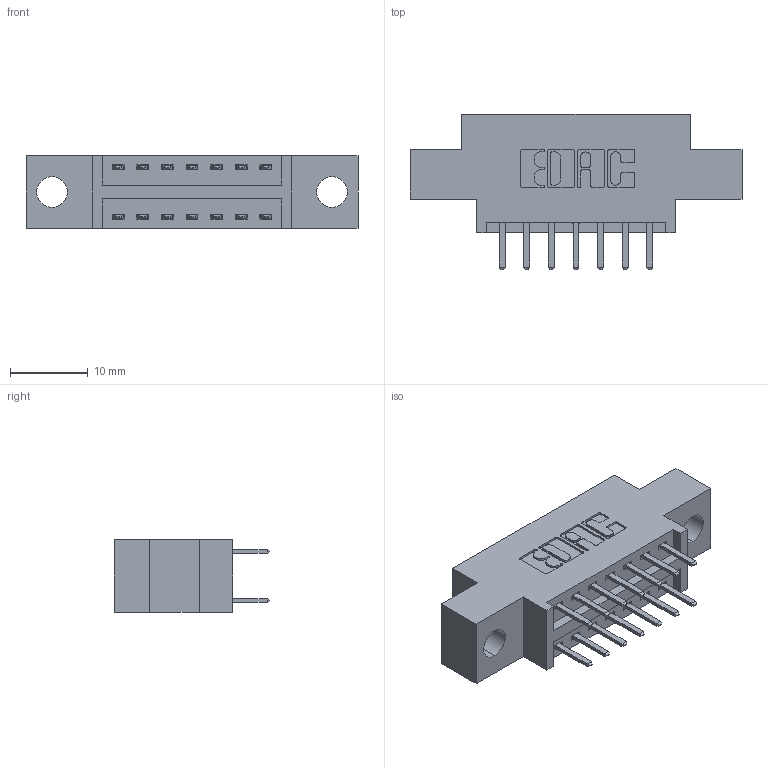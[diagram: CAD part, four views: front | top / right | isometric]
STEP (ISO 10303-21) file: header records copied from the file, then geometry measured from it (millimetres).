
FILE_DESCRIPTION (( 'STEP AP203' ), '1' );
FILE_NAME ('346-014-520-804.STEP', '2022-05-18T13:58:47', ( '' ), ( '' ), 'SwSTEP 2.0', 'SolidWorks 2020', '' );
FILE_SCHEMA (( 'CONFIG_CONTROL_DESIGN' ));
Length unit declared in the file: inch
Products named in the file (3): 345-292-001_345-293-120; 346-014-520-804; 346 Part_0.170 Offset - 0.156 Dia-TH
Assembly tree (15 placements, depth 2):
  346-014-520-804
    346 Part_0.170 Offset - 0.156 Dia-TH
    345-292-001_345-293-120  x14
Bounding box: 42.8 x 20.02 x 9.4 mm (x, y, z)
Volume: 3634.9 mm3; surface area: 4459.4 mm2
Topology: 15 solids, 15 shells, 924 faces, 2659 edges, 1734 vertices
Faces by surface type: plane 612, cylinder 312
Entity records: 9945 total; most frequent: CARTESIAN_POINT 1706, ORIENTED_EDGE 1626, DIRECTION 1541, EDGE_CURVE 813, VECTOR 649, LINE 649, VERTEX_POINT 538, AXIS2_PLACEMENT_3D 446
